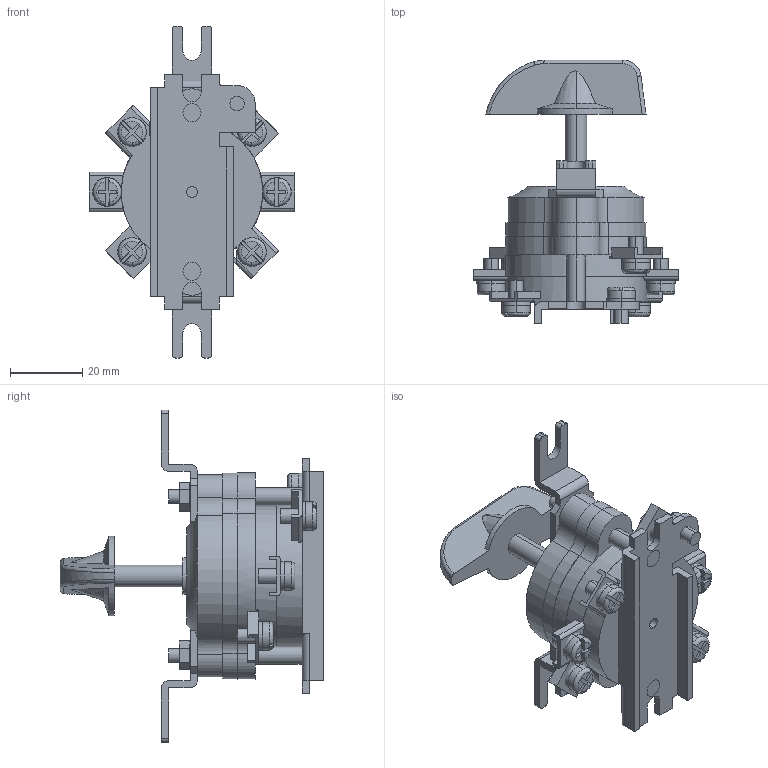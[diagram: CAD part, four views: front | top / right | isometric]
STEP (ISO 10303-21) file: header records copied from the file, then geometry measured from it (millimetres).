
FILE_DESCRIPTION (( 'STEP AP203' ), '1' );
FILE_NAME ('Ïàêåòíûå âûêëþ÷àòåëè ñåðèè ÏÂ – Èñïîëíåíèå 1.STEP', '2017-06-29T11:24:55', ( '' ), ( '' ), 'SwSTEP 2.0', 'SolidWorks 2014', '' );
FILE_SCHEMA (( 'CONFIG_CONTROL_DESIGN' ));
Length unit declared in the file: millimetre
Products named in the file (1): Ïàêåòíûå âûêëþ÷àòåëè ñåðèè ÏÂ – Èñïîëíåíèå 1
Bounding box: 57 x 73 x 92 mm (x, y, z)
Volume: 53706.4 mm3; surface area: 19467.7 mm2
Topology: 18 solids, 22 shells, 614 faces, 1543 edges, 1001 vertices
Faces by surface type: plane 386, cylinder 173, bspline 27, torus 22, cone 6
Entity records: 20137 total; most frequent: CARTESIAN_POINT 5318, ORIENTED_EDGE 3086, DIRECTION 3013, EDGE_CURVE 1543, AXIS2_PLACEMENT_3D 1018, VERTEX_POINT 1001, LINE 977, VECTOR 977
